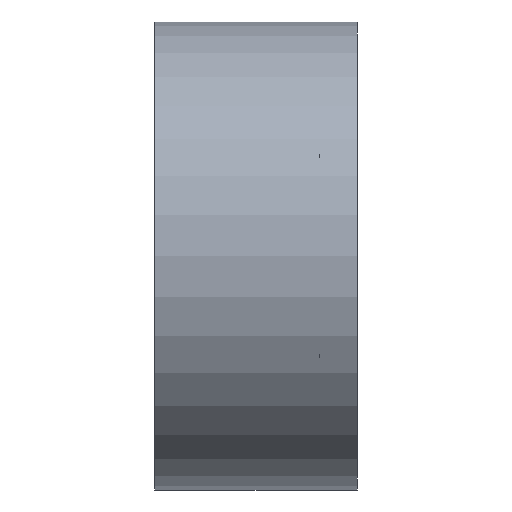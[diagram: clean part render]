
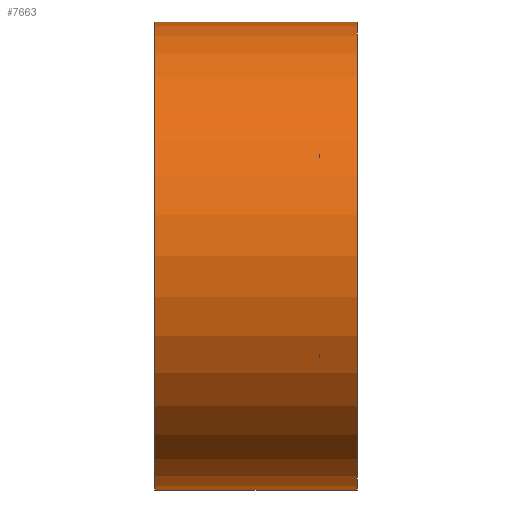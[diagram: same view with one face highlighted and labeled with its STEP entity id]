
A CAD part, left-side view. The second image highlights one B-rep face of the part: STEP entity #7663.
In plain terms, the highlighted cylindrical face has radius 37.05 mm (diameter 74.1 mm), a partial arc.
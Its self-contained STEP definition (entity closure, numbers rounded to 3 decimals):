
#159 = CARTESIAN_POINT ( 'NONE',  ( 0., -18., -1.5 ) ) ;
#1597 = DIRECTION ( 'NONE',  ( 0., 1., 0. ) ) ;
#2442 = ORIENTED_EDGE ( 'NONE', *, *, #14016, .T. ) ;
#3166 = DIRECTION ( 'NONE',  ( 0., 1., 0. ) ) ;
#3501 = CARTESIAN_POINT ( 'NONE',  ( 0., -111.293, -38.55 ) ) ;
#4195 = EDGE_CURVE ( 'NONE', #9688, #12056, #8314, .T. ) ;
#6723 = DIRECTION ( 'NONE',  ( 0., 0., 1. ) ) ;
#7663 = ADVANCED_FACE ( 'NONE', ( #18760 ), #17273, .T. ) ;
#7797 = CARTESIAN_POINT ( 'NONE',  ( 0., 14., -38.55 ) ) ;
#8314 = LINE ( 'NONE', #3501, #9054 ) ;
#8794 = DIRECTION ( 'NONE',  ( 0., 0., 1. ) ) ;
#8925 = CARTESIAN_POINT ( 'NONE',  ( 0., -111.293, 35.55 ) ) ;
#9054 = VECTOR ( 'NONE', #3166, 1000. ) ;
#9153 = DIRECTION ( 'NONE',  ( 0., 1., 0. ) ) ;
#9564 = AXIS2_PLACEMENT_3D ( 'NONE', #15445, #1597, #6723 ) ;
#9688 = VERTEX_POINT ( 'NONE', #22685 ) ;
#10196 = EDGE_CURVE ( 'NONE', #12056, #17085, #15238, .T. ) ;
#10408 = DIRECTION ( 'NONE',  ( 0., 1., 0. ) ) ;
#10617 = CARTESIAN_POINT ( 'NONE',  ( 0., -18., 35.55 ) ) ;
#11117 = LINE ( 'NONE', #8925, #12756 ) ;
#12056 = VERTEX_POINT ( 'NONE', #7797 ) ;
#12349 = CARTESIAN_POINT ( 'NONE',  ( 0., 14., -1.5 ) ) ;
#12645 = CARTESIAN_POINT ( 'NONE',  ( 0., 14., 35.55 ) ) ;
#12756 = VECTOR ( 'NONE', #9153, 1000. ) ;
#13804 = VERTEX_POINT ( 'NONE', #10617 ) ;
#13890 = EDGE_LOOP ( 'NONE', ( #16632, #19027, #2442, #17752 ) ) ;
#14016 = EDGE_CURVE ( 'NONE', #13804, #17085, #11117, .T. ) ;
#15115 = EDGE_CURVE ( 'NONE', #9688, #13804, #15555, .T. ) ;
#15238 = CIRCLE ( 'NONE', #16325, 37.05 ) ;
#15445 = CARTESIAN_POINT ( 'NONE',  ( 0., -111.293, -1.5 ) ) ;
#15555 = CIRCLE ( 'NONE', #20685, 37.05 ) ;
#16325 = AXIS2_PLACEMENT_3D ( 'NONE', #12349, #10408, #8794 ) ;
#16632 = ORIENTED_EDGE ( 'NONE', *, *, #4195, .F. ) ;
#17085 = VERTEX_POINT ( 'NONE', #12645 ) ;
#17273 = CYLINDRICAL_SURFACE ( 'NONE', #9564, 37.05 ) ;
#17752 = ORIENTED_EDGE ( 'NONE', *, *, #10196, .F. ) ;
#18760 = FACE_OUTER_BOUND ( 'NONE', #13890, .T. ) ;
#19027 = ORIENTED_EDGE ( 'NONE', *, *, #15115, .T. ) ;
#19396 = DIRECTION ( 'NONE',  ( 0., 0., 1. ) ) ;
#20685 = AXIS2_PLACEMENT_3D ( 'NONE', #159, #21126, #19396 ) ;
#21126 = DIRECTION ( 'NONE',  ( 0., 1., 0. ) ) ;
#22685 = CARTESIAN_POINT ( 'NONE',  ( 0., -18., -38.55 ) ) ;
